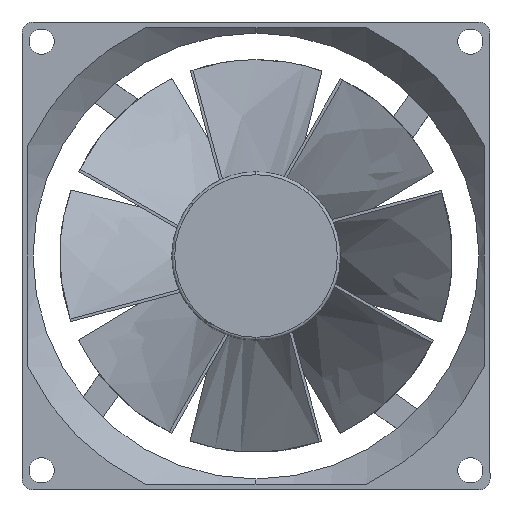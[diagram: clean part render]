
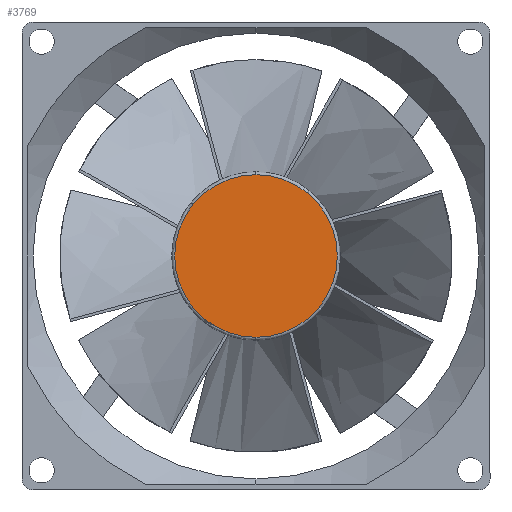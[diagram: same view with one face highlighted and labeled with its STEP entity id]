
A CAD part, left-side view. The second image highlights one B-rep face of the part: STEP entity #3769.
In plain terms, the highlighted face is planar.
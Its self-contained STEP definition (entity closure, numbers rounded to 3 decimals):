
#817 = EDGE_CURVE ( 'NONE', #1081, #6043, #4869, .T. ) ;
#1068 = DIRECTION ( 'NONE',  ( 1., 0., 0. ) ) ;
#1081 = VERTEX_POINT ( 'NONE', #4427 ) ;
#1246 = ORIENTED_EDGE ( 'NONE', *, *, #817, .T. ) ;
#1626 = CARTESIAN_POINT ( 'NONE',  ( 14.5, 0., 8.5 ) ) ;
#1673 = AXIS2_PLACEMENT_3D ( 'NONE', #5524, #5000, #1068 ) ;
#1709 = CARTESIAN_POINT ( 'NONE',  ( 0., 0., 8.5 ) ) ;
#2009 = CIRCLE ( 'NONE', #5637, 14.5 ) ;
#2045 = CARTESIAN_POINT ( 'NONE',  ( 0., 0., 8.5 ) ) ;
#3265 = DIRECTION ( 'NONE',  ( 0., 0., 1. ) ) ;
#3722 = ORIENTED_EDGE ( 'NONE', *, *, #5378, .T. ) ;
#3751 = AXIS2_PLACEMENT_3D ( 'NONE', #2045, #4018, #5989 ) ;
#3769 = ADVANCED_FACE ( 'NONE', ( #5424 ), #4487, .T. ) ;
#3782 = DIRECTION ( 'NONE',  ( 1., 0., 0. ) ) ;
#4018 = DIRECTION ( 'NONE',  ( 0., 0., 1. ) ) ;
#4427 = CARTESIAN_POINT ( 'NONE',  ( -14.5, 0., 8.5 ) ) ;
#4487 = PLANE ( 'NONE',  #1673 ) ;
#4869 = CIRCLE ( 'NONE', #3751, 14.5 ) ;
#5000 = DIRECTION ( 'NONE',  ( 0., 0., 1. ) ) ;
#5145 = EDGE_LOOP ( 'NONE', ( #3722, #1246 ) ) ;
#5378 = EDGE_CURVE ( 'NONE', #6043, #1081, #2009, .T. ) ;
#5424 = FACE_OUTER_BOUND ( 'NONE', #5145, .T. ) ;
#5524 = CARTESIAN_POINT ( 'NONE',  ( 0., 0., 8.5 ) ) ;
#5637 = AXIS2_PLACEMENT_3D ( 'NONE', #1709, #3265, #3782 ) ;
#5989 = DIRECTION ( 'NONE',  ( 1., 0., 0. ) ) ;
#6043 = VERTEX_POINT ( 'NONE', #1626 ) ;
